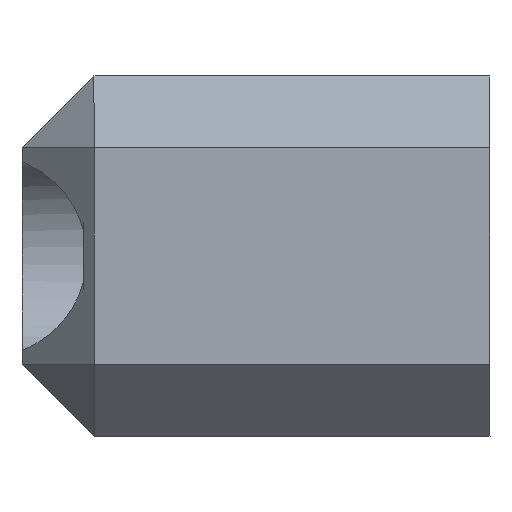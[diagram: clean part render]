
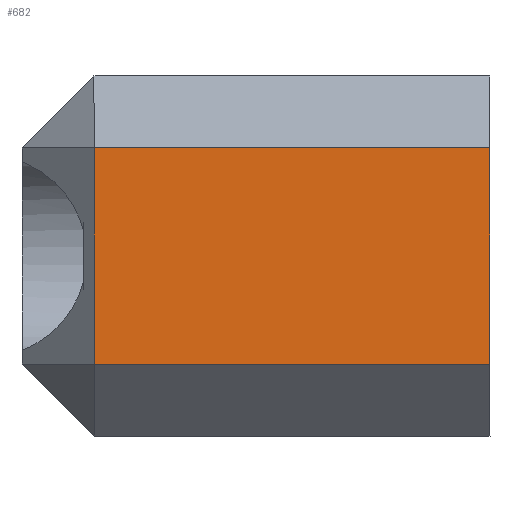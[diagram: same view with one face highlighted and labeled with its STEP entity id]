
A CAD part, left-side view. The second image highlights one B-rep face of the part: STEP entity #682.
In plain terms, the highlighted planar face has unit normal (-1, 0, 0).
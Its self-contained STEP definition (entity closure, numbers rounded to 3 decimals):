
#49=PLANE('',#762);
#91=FACE_OUTER_BOUND('',#135,.T.);
#135=EDGE_LOOP('',(#628,#629,#630,#631));
#148=LINE('',#1017,#216);
#177=LINE('',#1092,#245);
#184=LINE('',#1114,#252);
#194=LINE('',#1131,#262);
#216=VECTOR('',#815,10.);
#245=VECTOR('',#880,10.);
#252=VECTOR('',#909,10.);
#262=VECTOR('',#929,10.);
#312=VERTEX_POINT('',#1014);
#313=VERTEX_POINT('',#1016);
#340=VERTEX_POINT('',#1089);
#341=VERTEX_POINT('',#1091);
#374=EDGE_CURVE('',#313,#312,#148,.T.);
#411=EDGE_CURVE('',#340,#341,#177,.T.);
#423=EDGE_CURVE('',#313,#340,#184,.T.);
#433=EDGE_CURVE('',#341,#312,#194,.T.);
#628=ORIENTED_EDGE('',*,*,#423,.F.);
#629=ORIENTED_EDGE('',*,*,#374,.T.);
#630=ORIENTED_EDGE('',*,*,#433,.F.);
#631=ORIENTED_EDGE('',*,*,#411,.F.);
#682=ADVANCED_FACE('',(#91),#49,.T.);
#762=AXIS2_PLACEMENT_3D('',#1155,#963,#964);
#815=DIRECTION('',(0.,0.,1.));
#880=DIRECTION('',(0.,0.,1.));
#909=DIRECTION('',(0.,1.,0.));
#929=DIRECTION('',(0.,-1.,0.));
#963=DIRECTION('center_axis',(-1.,0.,0.));
#964=DIRECTION('ref_axis',(0.,0.,1.));
#1014=CARTESIAN_POINT('',(-23.,53.2,128.418));
#1016=CARTESIAN_POINT('',(-23.,53.2,122.418));
#1017=CARTESIAN_POINT('',(-23.,53.2,120.418));
#1089=CARTESIAN_POINT('',(-23.,64.2,122.418));
#1091=CARTESIAN_POINT('',(-23.,64.2,128.418));
#1092=CARTESIAN_POINT('',(-23.,64.2,117.08));
#1114=CARTESIAN_POINT('',(-23.,53.2,122.418));
#1131=CARTESIAN_POINT('',(-23.,53.2,128.418));
#1155=CARTESIAN_POINT('Origin',(-23.,53.2,120.418));
